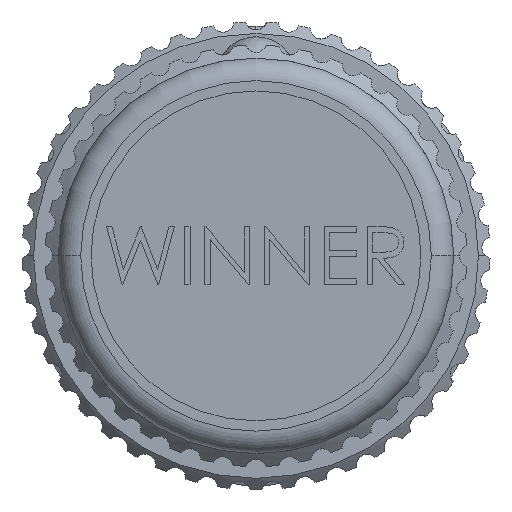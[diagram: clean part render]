
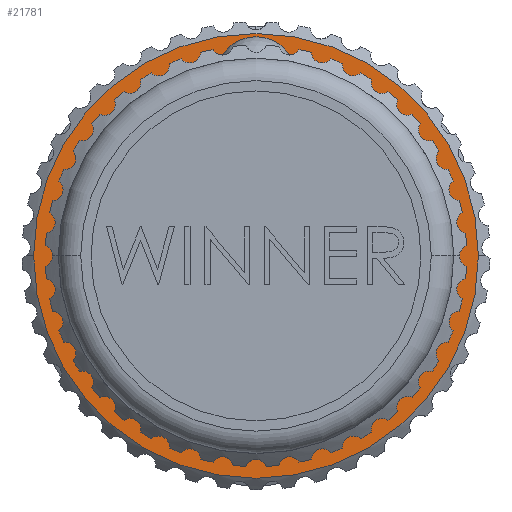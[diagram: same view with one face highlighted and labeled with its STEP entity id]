
A CAD part, left-side view. The second image highlights one B-rep face of the part: STEP entity #21781.
In plain terms, the highlighted planar face has unit normal (-1, 0, 0).
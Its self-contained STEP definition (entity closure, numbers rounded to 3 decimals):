
#126 = DIRECTION ( 'NONE',  ( -1., 0., 0. ) ) ;
#321 = ORIENTED_EDGE ( 'NONE', *, *, #5858, .T. ) ;
#477 = VERTEX_POINT ( 'NONE', #14780 ) ;
#1371 = EDGE_CURVE ( 'NONE', #20476, #5052, #3976, .T. ) ;
#1988 = DIRECTION ( 'NONE',  ( -1., 0., 0. ) ) ;
#2327 = AXIS2_PLACEMENT_3D ( 'NONE', #22766, #1988, #18453 ) ;
#2337 = CARTESIAN_POINT ( 'NONE',  ( -66.793, 0., 0. ) ) ;
#2357 = FACE_OUTER_BOUND ( 'NONE', #19024, .T. ) ;
#3520 = CARTESIAN_POINT ( 'NONE',  ( -66.793, -15.3, 0. ) ) ;
#3976 = CIRCLE ( 'NONE', #28163, 15.3 ) ;
#5052 = VERTEX_POINT ( 'NONE', #3520 ) ;
#5080 = CARTESIAN_POINT ( 'NONE',  ( -66.793, 0., 0. ) ) ;
#5247 = AXIS2_PLACEMENT_3D ( 'NONE', #10899, #27338, #15593 ) ;
#5858 = EDGE_CURVE ( 'NONE', #5052, #20476, #26872, .T. ) ;
#5888 = CARTESIAN_POINT ( 'NONE',  ( -66.793, 15.3, 0. ) ) ;
#5895 = EDGE_LOOP ( 'NONE', ( #14154, #24368 ) ) ;
#7053 = DIRECTION ( 'NONE',  ( 0., -1., 0. ) ) ;
#7522 = DIRECTION ( 'NONE',  ( 0., -1., 0. ) ) ;
#9503 = EDGE_CURVE ( 'NONE', #477, #14479, #29292, .T. ) ;
#10664 = EDGE_CURVE ( 'NONE', #14479, #477, #23743, .T. ) ;
#10899 = CARTESIAN_POINT ( 'NONE',  ( -66.793, 0., 0. ) ) ;
#11772 = AXIS2_PLACEMENT_3D ( 'NONE', #2337, #23617, #11823 ) ;
#11823 = DIRECTION ( 'NONE',  ( 0., -1., 0. ) ) ;
#12135 = DIRECTION ( 'NONE',  ( -1., 0., 0. ) ) ;
#14138 = FACE_BOUND ( 'NONE', #5895, .T. ) ;
#14154 = ORIENTED_EDGE ( 'NONE', *, *, #10664, .F. ) ;
#14372 = AXIS2_PLACEMENT_3D ( 'NONE', #5080, #126, #7053 ) ;
#14479 = VERTEX_POINT ( 'NONE', #16569 ) ;
#14780 = CARTESIAN_POINT ( 'NONE',  ( -66.793, 8.56, 0. ) ) ;
#15593 = DIRECTION ( 'NONE',  ( 0., -1., 0. ) ) ;
#16569 = CARTESIAN_POINT ( 'NONE',  ( -66.793, -8.56, 0. ) ) ;
#18453 = DIRECTION ( 'NONE',  ( 0., -1., 0. ) ) ;
#19024 = EDGE_LOOP ( 'NONE', ( #19886, #321 ) ) ;
#19214 = CARTESIAN_POINT ( 'NONE',  ( -66.793, 0., 0. ) ) ;
#19886 = ORIENTED_EDGE ( 'NONE', *, *, #1371, .T. ) ;
#20476 = VERTEX_POINT ( 'NONE', #5888 ) ;
#21781 = ADVANCED_FACE ( 'NONE', ( #2357, #14138 ), #22566, .T. ) ;
#22566 = PLANE ( 'NONE',  #5247 ) ;
#22766 = CARTESIAN_POINT ( 'NONE',  ( -66.793, 0., 0. ) ) ;
#23617 = DIRECTION ( 'NONE',  ( -1., 0., 0. ) ) ;
#23743 = CIRCLE ( 'NONE', #14372, 8.56 ) ;
#24368 = ORIENTED_EDGE ( 'NONE', *, *, #9503, .F. ) ;
#26872 = CIRCLE ( 'NONE', #11772, 15.3 ) ;
#27338 = DIRECTION ( 'NONE',  ( -1., 0., 0. ) ) ;
#28163 = AXIS2_PLACEMENT_3D ( 'NONE', #19214, #12135, #7522 ) ;
#29292 = CIRCLE ( 'NONE', #2327, 8.56 ) ;
